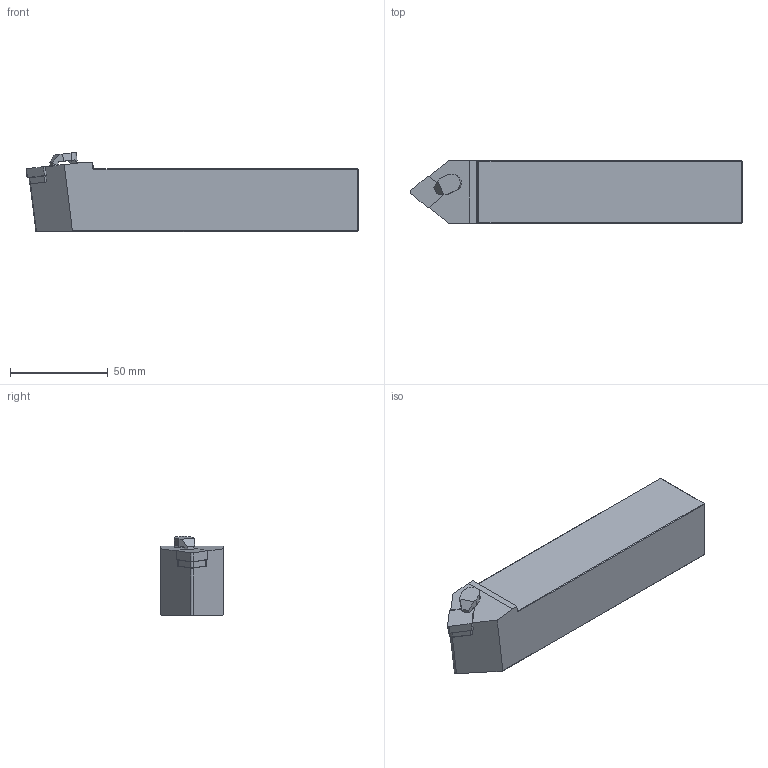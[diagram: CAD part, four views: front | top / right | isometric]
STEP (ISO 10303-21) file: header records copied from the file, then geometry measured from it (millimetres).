
FILE_DESCRIPTION(/* description */ (''),/* implementation_level */ '2;1');
FILE_NAME(/* name */ 'PCMNN-3232-P12C.stp',/* time_stamp */ '2023-10-03T15:14:53+03:00',/* author */ (''),/* organization */ (''),/* preprocessor_version */ 'ST-DEVELOPER v19.4',/* originating_system */ 'SIEMENS PLM Software NX2306.3001',/* authorisation */ '');
FILE_SCHEMA (('AUTOMOTIVE_DESIGN { 1 0 10303 214 3 1 1 1 }'));
Length unit declared in the file: millimetre
Products named in the file (1): PCMNN-3232-P12C
Bounding box: 169.56 x 32 x 40.43 mm (x, y, z)
Volume: 163512 mm3; surface area: 23200.1 mm2
Topology: 2 solids, 2 shells, 66 faces, 165 edges, 104 vertices
Faces by surface type: plane 50, cylinder 14, cone 2
Entity records: 2053 total; most frequent: CARTESIAN_POINT 354, DIRECTION 331, ORIENTED_EDGE 330, EDGE_CURVE 165, LINE 129, VECTOR 129, VERTEX_POINT 104, AXIS2_PLACEMENT_3D 101
